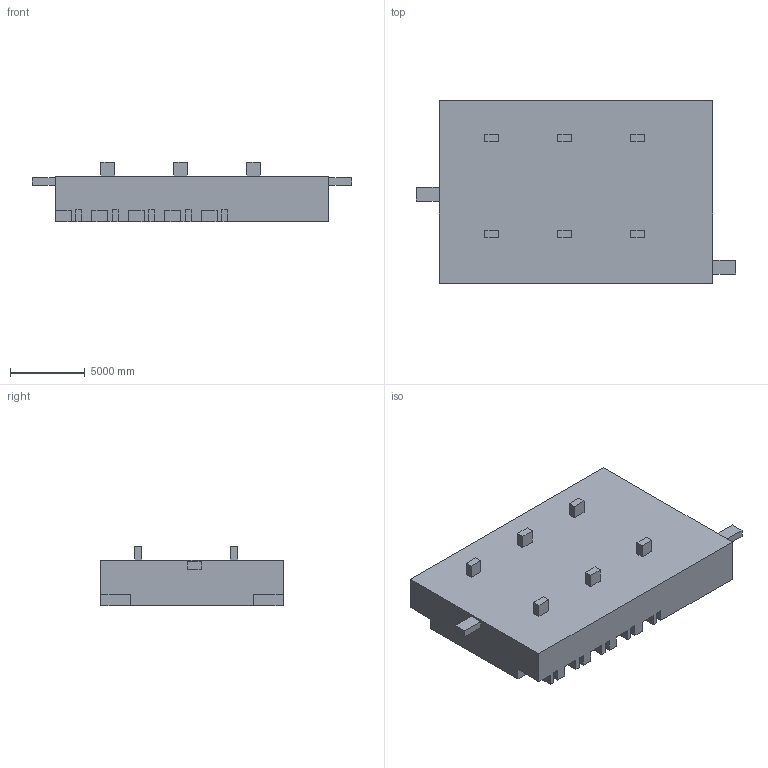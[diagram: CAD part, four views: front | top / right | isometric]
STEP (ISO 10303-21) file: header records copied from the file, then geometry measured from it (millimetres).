
FILE_DESCRIPTION(('FreeCAD Model'),'2;1');
FILE_NAME('flow_domain.step','2021-11-01T12:22:04',('Author'),(''), 'Open CASCADE STEP processor 7.3','FreeCAD','Unknown');
FILE_SCHEMA(('AUTOMOTIVE_DESIGN { 1 0 10303 214 1 1 1 1 }'));
Length unit declared in the file: millimetre
Products named in the file (1): flow_domain
Bounding box: 21336 x 12192 x 3962.4 mm (x, y, z)
Volume: 647429924238.5 mm3; surface area: 703547289.7 mm2
Topology: 9 solids, 9 shells, 175 faces, 447 edges, 298 vertices
Faces by surface type: plane 175
Entity records: 10941 total; most frequent: CARTESIAN_POINT 1943, DIRECTION 1565, LINE 1213, VECTOR 1213, ORIENTED_EDGE 894, PCURVE 894, DEFINITIONAL_REPRESENTATION 894, EDGE_CURVE 447
